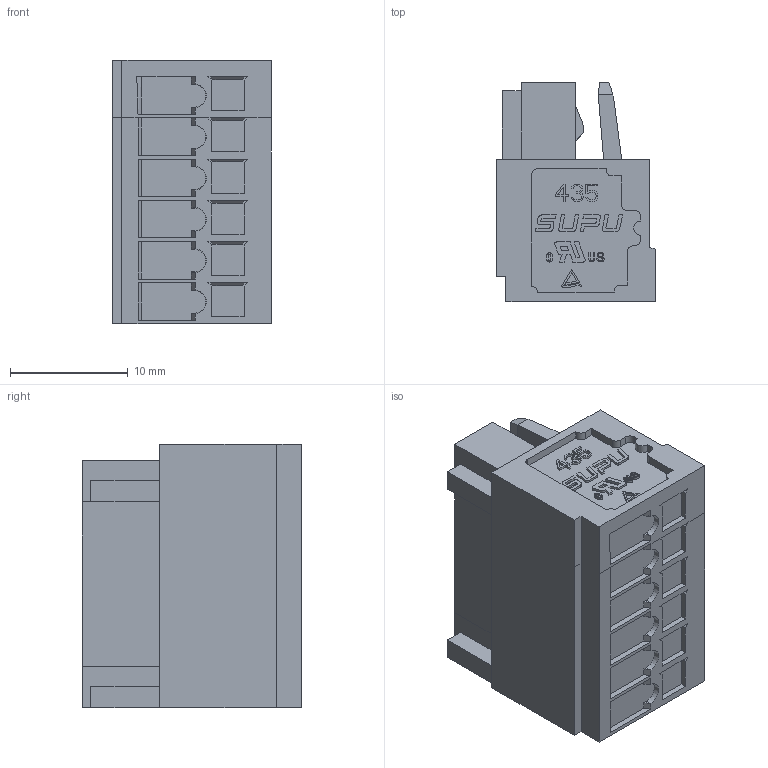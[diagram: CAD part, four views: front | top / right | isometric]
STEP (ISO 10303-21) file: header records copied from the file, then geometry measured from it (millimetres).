
FILE_DESCRIPTION(/* description */ (''),/* implementation_level */ '2;1');
FILE_NAME(/* name */ '435106.stp',/* time_stamp */ '2022-03-28T09:51:53+08:00',/* author */ (''),/* organization */ (''),/* preprocessor_version */ 'ST-DEVELOPER v16',/* originating_system */ 'SIEMENS PLM Software NX 10.0',/* authorisation */ '');
FILE_SCHEMA (('AP203_CONFIGURATION_CONTROLLED_3D_DESIGN_OF_MECHANICAL_PARTS_AND_ASSEMBLIES_MIM_LF { 1 0 10303 403 2 1 2}'));
Length unit declared in the file: millimetre
Products named in the file (1): syf02FF0922Cfj9b
Bounding box: 13.5 x 18.65 x 22.4 mm (x, y, z)
Volume: 3961.6 mm3; surface area: 2816.7 mm2
Topology: 1 solids, 7 shells, 808 faces, 2233 edges, 1477 vertices
Faces by surface type: plane 682, cylinder 101, cone 14, extrusion 6, sphere 5
Entity records: 25828 total; most frequent: CARTESIAN_POINT 5100, ORIENTED_EDGE 4454, DIRECTION 3965, EDGE_CURVE 2227, VECTOR 1909, LINE 1903, VERTEX_POINT 1476, AXIS2_PLACEMENT_3D 1028
